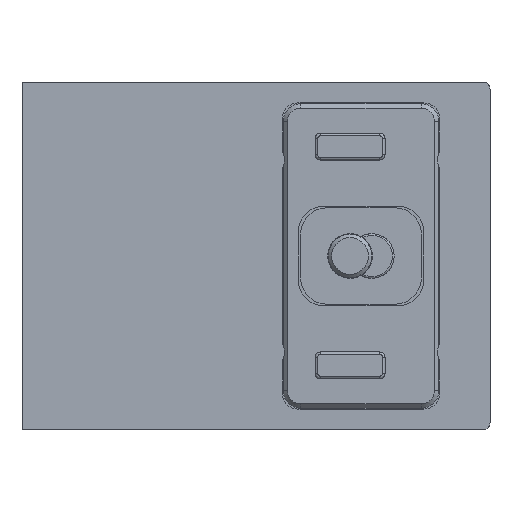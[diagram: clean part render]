
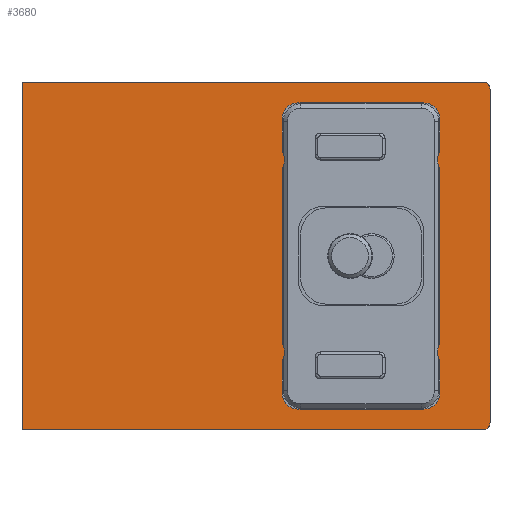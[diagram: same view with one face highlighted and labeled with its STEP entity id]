
A CAD part, left-side view. The second image highlights one B-rep face of the part: STEP entity #3680.
In plain terms, the highlighted planar face has unit normal (-1, 0, 0).
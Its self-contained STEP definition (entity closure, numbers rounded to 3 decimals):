
#100=FACE_BOUND('',#735,.T.);
#151=CIRCLE('',#3988,1.);
#176=CIRCLE('',#4024,1.5);
#177=CIRCLE('',#4027,1.5);
#178=CIRCLE('',#4030,1.8);
#179=CIRCLE('',#4033,1.8);
#180=CIRCLE('',#4036,1.5);
#181=CIRCLE('',#4039,1.5);
#182=CIRCLE('',#4042,1.8);
#183=CIRCLE('',#4045,1.8);
#198=CIRCLE('',#4090,1.);
#376=PLANE('',#4091);
#507=FACE_OUTER_BOUND('',#734,.T.);
#734=EDGE_LOOP('',(#2806,#2807,#2808,#2809,#2810,#2811));
#735=EDGE_LOOP('',(#2812,#2813,#2814,#2815,#2816,#2817,#2818,#2819,#2820,
#2821,#2822,#2823,#2824,#2825,#2826,#2827));
#910=LINE('',#5552,#1229);
#916=LINE('',#5567,#1235);
#935=LINE('',#5612,#1254);
#979=LINE('',#5762,#1298);
#983=LINE('',#5771,#1302);
#986=LINE('',#5779,#1305);
#989=LINE('',#5787,#1308);
#992=LINE('',#5795,#1311);
#995=LINE('',#5803,#1314);
#998=LINE('',#5811,#1317);
#1001=LINE('',#5819,#1320);
#1034=LINE('',#5931,#1353);
#1229=VECTOR('',#4404,1000.);
#1235=VECTOR('',#4416,1000.);
#1254=VECTOR('',#4451,1000.);
#1298=VECTOR('',#4581,1000.);
#1302=VECTOR('',#4591,1000.);
#1305=VECTOR('',#4600,1000.);
#1308=VECTOR('',#4609,1000.);
#1311=VECTOR('',#4618,1000.);
#1314=VECTOR('',#4627,1000.);
#1317=VECTOR('',#4636,1000.);
#1320=VECTOR('',#4645,1000.);
#1353=VECTOR('',#4764,1000.);
#1547=VERTEX_POINT('',#5549);
#1548=VERTEX_POINT('',#5551);
#1554=VERTEX_POINT('',#5565);
#1572=VERTEX_POINT('',#5610);
#1578=VERTEX_POINT('',#5636);
#1628=VERTEX_POINT('',#5760);
#1629=VERTEX_POINT('',#5761);
#1630=VERTEX_POINT('',#5766);
#1631=VERTEX_POINT('',#5770);
#1632=VERTEX_POINT('',#5774);
#1633=VERTEX_POINT('',#5778);
#1634=VERTEX_POINT('',#5782);
#1635=VERTEX_POINT('',#5786);
#1636=VERTEX_POINT('',#5790);
#1637=VERTEX_POINT('',#5794);
#1638=VERTEX_POINT('',#5798);
#1639=VERTEX_POINT('',#5802);
#1640=VERTEX_POINT('',#5806);
#1641=VERTEX_POINT('',#5810);
#1642=VERTEX_POINT('',#5814);
#1643=VERTEX_POINT('',#5818);
#1667=VERTEX_POINT('',#5930);
#1899=EDGE_CURVE('',#1548,#1547,#910,.T.);
#1907=EDGE_CURVE('',#1554,#1547,#916,.T.);
#1928=EDGE_CURVE('',#1572,#1554,#935,.T.);
#1940=EDGE_CURVE('',#1548,#1578,#151,.T.);
#1999=EDGE_CURVE('',#1628,#1629,#979,.T.);
#2002=EDGE_CURVE('',#1628,#1630,#176,.T.);
#2004=EDGE_CURVE('',#1631,#1630,#983,.T.);
#2006=EDGE_CURVE('',#1631,#1632,#177,.T.);
#2008=EDGE_CURVE('',#1633,#1632,#986,.T.);
#2010=EDGE_CURVE('',#1634,#1633,#178,.T.);
#2012=EDGE_CURVE('',#1635,#1634,#989,.T.);
#2014=EDGE_CURVE('',#1636,#1635,#179,.T.);
#2016=EDGE_CURVE('',#1637,#1636,#992,.T.);
#2018=EDGE_CURVE('',#1637,#1638,#180,.T.);
#2020=EDGE_CURVE('',#1639,#1638,#995,.T.);
#2022=EDGE_CURVE('',#1639,#1640,#181,.T.);
#2024=EDGE_CURVE('',#1641,#1640,#998,.T.);
#2026=EDGE_CURVE('',#1642,#1641,#182,.T.);
#2028=EDGE_CURVE('',#1643,#1642,#1001,.T.);
#2030=EDGE_CURVE('',#1629,#1643,#183,.T.);
#2079=EDGE_CURVE('',#1667,#1578,#1034,.T.);
#2083=EDGE_CURVE('',#1667,#1572,#198,.T.);
#2806=ORIENTED_EDGE('',*,*,#1928,.F.);
#2807=ORIENTED_EDGE('',*,*,#2083,.F.);
#2808=ORIENTED_EDGE('',*,*,#2079,.T.);
#2809=ORIENTED_EDGE('',*,*,#1940,.F.);
#2810=ORIENTED_EDGE('',*,*,#1899,.T.);
#2811=ORIENTED_EDGE('',*,*,#1907,.F.);
#2812=ORIENTED_EDGE('',*,*,#2030,.T.);
#2813=ORIENTED_EDGE('',*,*,#2028,.T.);
#2814=ORIENTED_EDGE('',*,*,#2026,.T.);
#2815=ORIENTED_EDGE('',*,*,#2024,.T.);
#2816=ORIENTED_EDGE('',*,*,#2022,.F.);
#2817=ORIENTED_EDGE('',*,*,#2020,.T.);
#2818=ORIENTED_EDGE('',*,*,#2018,.F.);
#2819=ORIENTED_EDGE('',*,*,#2016,.T.);
#2820=ORIENTED_EDGE('',*,*,#2014,.T.);
#2821=ORIENTED_EDGE('',*,*,#2012,.T.);
#2822=ORIENTED_EDGE('',*,*,#2010,.T.);
#2823=ORIENTED_EDGE('',*,*,#2008,.T.);
#2824=ORIENTED_EDGE('',*,*,#2006,.F.);
#2825=ORIENTED_EDGE('',*,*,#2004,.T.);
#2826=ORIENTED_EDGE('',*,*,#2002,.F.);
#2827=ORIENTED_EDGE('',*,*,#1999,.T.);
#3680=ADVANCED_FACE('',(#507,#100),#376,.F.);
#3988=AXIS2_PLACEMENT_3D('',#5637,#4478,#4479);
#4024=AXIS2_PLACEMENT_3D('',#5767,#4586,#4587);
#4027=AXIS2_PLACEMENT_3D('',#5775,#4595,#4596);
#4030=AXIS2_PLACEMENT_3D('',#5783,#4604,#4605);
#4033=AXIS2_PLACEMENT_3D('',#5791,#4613,#4614);
#4036=AXIS2_PLACEMENT_3D('',#5799,#4622,#4623);
#4039=AXIS2_PLACEMENT_3D('',#5807,#4631,#4632);
#4042=AXIS2_PLACEMENT_3D('',#5815,#4640,#4641);
#4045=AXIS2_PLACEMENT_3D('',#5822,#4649,#4650);
#4090=AXIS2_PLACEMENT_3D('',#5944,#4773,#4774);
#4091=AXIS2_PLACEMENT_3D('',#5945,#4775,#4776);
#4404=DIRECTION('',(0.,1.,0.));
#4416=DIRECTION('',(0.,0.,1.));
#4451=DIRECTION('',(0.,1.,0.));
#4478=DIRECTION('center_axis',(1.,0.,0.));
#4479=DIRECTION('ref_axis',(0.,0.,-1.));
#4581=DIRECTION('',(0.,0.,1.));
#4586=DIRECTION('center_axis',(1.,0.,0.));
#4587=DIRECTION('ref_axis',(0.,0.,-1.));
#4591=DIRECTION('',(0.,0.,1.));
#4595=DIRECTION('center_axis',(1.,0.,0.));
#4596=DIRECTION('ref_axis',(0.,0.,-1.));
#4600=DIRECTION('',(0.,0.,1.));
#4604=DIRECTION('center_axis',(1.,0.,0.));
#4605=DIRECTION('ref_axis',(0.,0.,-1.));
#4609=DIRECTION('',(0.,1.,0.));
#4613=DIRECTION('center_axis',(1.,0.,0.));
#4614=DIRECTION('ref_axis',(0.,0.,-1.));
#4618=DIRECTION('',(0.,0.,-1.));
#4622=DIRECTION('center_axis',(1.,0.,0.));
#4623=DIRECTION('ref_axis',(0.,0.,-1.));
#4627=DIRECTION('',(0.,0.,-1.));
#4631=DIRECTION('center_axis',(1.,0.,0.));
#4632=DIRECTION('ref_axis',(0.,0.,-1.));
#4636=DIRECTION('',(0.,0.,-1.));
#4640=DIRECTION('center_axis',(1.,0.,0.));
#4641=DIRECTION('ref_axis',(0.,0.,-1.));
#4645=DIRECTION('',(0.,-1.,0.));
#4649=DIRECTION('center_axis',(1.,0.,0.));
#4650=DIRECTION('ref_axis',(0.,0.,-1.));
#4764=DIRECTION('',(0.,0.,1.));
#4773=DIRECTION('center_axis',(1.,0.,0.));
#4774=DIRECTION('ref_axis',(0.,0.,-1.));
#4775=DIRECTION('center_axis',(1.,0.,0.));
#4776=DIRECTION('ref_axis',(0.,-1.,0.));
#5549=CARTESIAN_POINT('',(0.,0.,19.85));
#5551=CARTESIAN_POINT('',(0.,-53.027,19.85));
#5552=CARTESIAN_POINT('',(0.,-53.5,19.85));
#5565=CARTESIAN_POINT('',(0.,0.,-19.85));
#5567=CARTESIAN_POINT('',(0.,0.,-19.85));
#5610=CARTESIAN_POINT('',(0.,-53.027,-19.85));
#5612=CARTESIAN_POINT('',(0.,-53.5,-19.85));
#5636=CARTESIAN_POINT('',(0.,-53.5,19.));
#5637=CARTESIAN_POINT('Origin',(0.,-52.5,19.));
#5760=CARTESIAN_POINT('',(0.,-29.75,11.829));
#5761=CARTESIAN_POINT('',(0.,-29.75,15.7));
#5762=CARTESIAN_POINT('',(0.,-29.75,11.829));
#5766=CARTESIAN_POINT('',(0.,-29.75,10.171));
#5767=CARTESIAN_POINT('Origin',(0.,-28.5,11.));
#5770=CARTESIAN_POINT('',(0.,-29.75,-10.171));
#5771=CARTESIAN_POINT('',(0.,-29.75,-10.171));
#5774=CARTESIAN_POINT('',(0.,-29.75,-11.829));
#5775=CARTESIAN_POINT('Origin',(0.,-28.5,-11.));
#5778=CARTESIAN_POINT('',(0.,-29.75,-15.7));
#5779=CARTESIAN_POINT('',(0.,-29.75,-15.7));
#5782=CARTESIAN_POINT('',(0.,-31.55,-17.5));
#5783=CARTESIAN_POINT('Origin',(0.,-31.55,-15.7));
#5786=CARTESIAN_POINT('',(0.,-45.95,-17.5));
#5787=CARTESIAN_POINT('',(0.,-45.95,-17.5));
#5790=CARTESIAN_POINT('',(0.,-47.75,-15.7));
#5791=CARTESIAN_POINT('Origin',(0.,-45.95,-15.7));
#5794=CARTESIAN_POINT('',(0.,-47.75,-11.829));
#5795=CARTESIAN_POINT('',(0.,-47.75,-11.829));
#5798=CARTESIAN_POINT('',(0.,-47.75,-10.171));
#5799=CARTESIAN_POINT('Origin',(0.,-49.,-11.));
#5802=CARTESIAN_POINT('',(0.,-47.75,10.171));
#5803=CARTESIAN_POINT('',(0.,-47.75,10.171));
#5806=CARTESIAN_POINT('',(0.,-47.75,11.829));
#5807=CARTESIAN_POINT('Origin',(0.,-49.,11.));
#5810=CARTESIAN_POINT('',(0.,-47.75,15.7));
#5811=CARTESIAN_POINT('',(0.,-47.75,15.7));
#5814=CARTESIAN_POINT('',(0.,-45.95,17.5));
#5815=CARTESIAN_POINT('Origin',(0.,-45.95,15.7));
#5818=CARTESIAN_POINT('',(0.,-31.55,17.5));
#5819=CARTESIAN_POINT('',(0.,-31.55,17.5));
#5822=CARTESIAN_POINT('Origin',(0.,-31.55,15.7));
#5930=CARTESIAN_POINT('',(0.,-53.5,-19.));
#5931=CARTESIAN_POINT('',(0.,-53.5,-19.85));
#5944=CARTESIAN_POINT('Origin',(0.,-52.5,-19.));
#5945=CARTESIAN_POINT('Origin',(0.,-53.5,-19.85));
